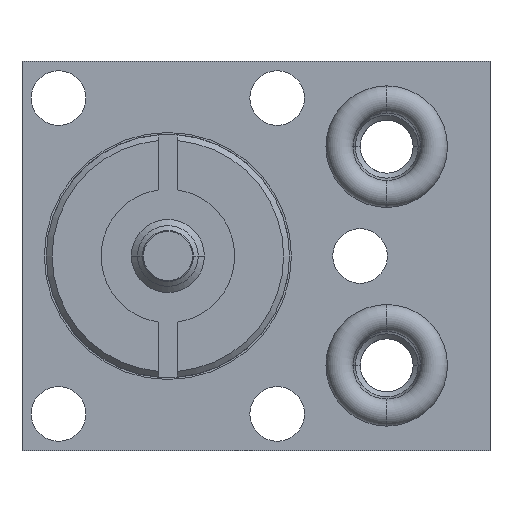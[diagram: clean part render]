
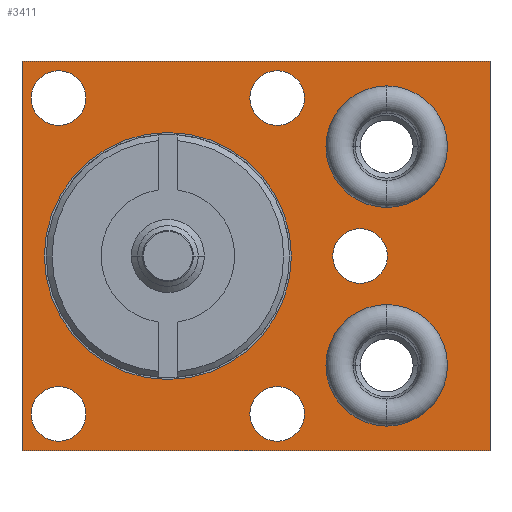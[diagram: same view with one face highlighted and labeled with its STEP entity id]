
A CAD part, left-side view. The second image highlights one B-rep face of the part: STEP entity #3411.
In plain terms, the highlighted planar face has unit normal (-1, 0, 0).
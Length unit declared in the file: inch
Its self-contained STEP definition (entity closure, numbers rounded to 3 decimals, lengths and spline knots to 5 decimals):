
#801=DIRECTION('',(0.,-1.,0.));
#802=VECTOR('',#801,2.406);
#803=CARTESIAN_POINT('',(-1.25,0.75,1.));
#804=LINE('',#803,#802);
#808=DIRECTION('',(0.,0.,-1.));
#809=VECTOR('',#808,2.);
#810=CARTESIAN_POINT('',(-1.25,-1.656,1.));
#811=LINE('',#810,#809);
#815=DIRECTION('',(0.,1.,0.));
#816=VECTOR('',#815,2.406);
#817=CARTESIAN_POINT('',(-1.25,-1.656,-1.));
#818=LINE('',#817,#816);
#822=DIRECTION('',(0.,0.,1.));
#823=VECTOR('',#822,2.);
#824=CARTESIAN_POINT('',(-1.25,0.75,-1.));
#825=LINE('',#824,#823);
#829=CARTESIAN_POINT('',(-1.25,0.562,0.812));
#830=DIRECTION('',(-1.,0.,0.));
#831=DIRECTION('',(0.,-1.,0.));
#832=AXIS2_PLACEMENT_3D('',#829,#830,#831);
#837=CARTESIAN_POINT('',(-1.25,0.562,0.812));
#838=DIRECTION('',(-1.,0.,0.));
#839=DIRECTION('',(0.,1.,0.));
#840=AXIS2_PLACEMENT_3D('',#837,#838,#839);
#845=CARTESIAN_POINT('',(-1.25,0.562,-0.812));
#846=DIRECTION('',(-1.,0.,0.));
#847=DIRECTION('',(0.,-1.,0.));
#848=AXIS2_PLACEMENT_3D('',#845,#846,#847);
#853=CARTESIAN_POINT('',(-1.25,0.562,-0.812));
#854=DIRECTION('',(-1.,0.,0.));
#855=DIRECTION('',(0.,1.,0.));
#856=AXIS2_PLACEMENT_3D('',#853,#854,#855);
#861=CARTESIAN_POINT('',(-1.25,-0.562,0.812));
#862=DIRECTION('',(-1.,0.,0.));
#863=DIRECTION('',(0.,-1.,0.));
#864=AXIS2_PLACEMENT_3D('',#861,#862,#863);
#869=CARTESIAN_POINT('',(-1.25,-0.562,0.812));
#870=DIRECTION('',(-1.,0.,0.));
#871=DIRECTION('',(0.,1.,0.));
#872=AXIS2_PLACEMENT_3D('',#869,#870,#871);
#877=CARTESIAN_POINT('',(-1.25,-0.562,-0.812));
#878=DIRECTION('',(-1.,0.,0.));
#879=DIRECTION('',(0.,-1.,0.));
#880=AXIS2_PLACEMENT_3D('',#877,#878,#879);
#885=CARTESIAN_POINT('',(-1.25,-0.562,-0.812));
#886=DIRECTION('',(-1.,0.,0.));
#887=DIRECTION('',(0.,1.,0.));
#888=AXIS2_PLACEMENT_3D('',#885,#886,#887);
#893=CARTESIAN_POINT('',(-1.25,-0.988,0.));
#894=DIRECTION('',(-1.,0.,0.));
#895=DIRECTION('',(0.,-1.,0.));
#896=AXIS2_PLACEMENT_3D('',#893,#894,#895);
#901=CARTESIAN_POINT('',(-1.25,-0.988,0.));
#902=DIRECTION('',(-1.,0.,0.));
#903=DIRECTION('',(0.,1.,0.));
#904=AXIS2_PLACEMENT_3D('',#901,#902,#903);
#909=CARTESIAN_POINT('',(-1.25,-1.125,0.562));
#910=DIRECTION('',(1.,0.,0.));
#911=DIRECTION('',(0.,1.,0.));
#912=AXIS2_PLACEMENT_3D('',#909,#910,#911);
#917=CARTESIAN_POINT('',(-1.25,-1.125,0.562));
#918=DIRECTION('',(1.,0.,0.));
#919=DIRECTION('',(0.,-1.,0.));
#920=AXIS2_PLACEMENT_3D('',#917,#918,#919);
#925=CARTESIAN_POINT('',(-1.25,-1.125,-0.562));
#926=DIRECTION('',(1.,0.,0.));
#927=DIRECTION('',(0.,1.,0.));
#928=AXIS2_PLACEMENT_3D('',#925,#926,#927);
#933=CARTESIAN_POINT('',(-1.25,-1.125,-0.562));
#934=DIRECTION('',(1.,0.,0.));
#935=DIRECTION('',(0.,-1.,0.));
#936=AXIS2_PLACEMENT_3D('',#933,#934,#935);
#941=CARTESIAN_POINT('',(-1.25,0.,0.));
#942=DIRECTION('',(1.,0.,0.));
#943=DIRECTION('',(0.,1.,0.));
#944=AXIS2_PLACEMENT_3D('',#941,#942,#943);
#949=CARTESIAN_POINT('',(-1.25,0.,0.));
#950=DIRECTION('',(1.,0.,0.));
#951=DIRECTION('',(0.,-1.,0.));
#952=AXIS2_PLACEMENT_3D('',#949,#950,#951);
#2402=CARTESIAN_POINT('',(-1.25,0.75,1.));
#2403=CARTESIAN_POINT('',(-1.25,-1.656,1.));
#2404=VERTEX_POINT('',#2402);
#2405=VERTEX_POINT('',#2403);
#2406=CARTESIAN_POINT('',(-1.25,-1.656,-1.));
#2407=VERTEX_POINT('',#2406);
#2408=CARTESIAN_POINT('',(-1.25,0.75,-1.));
#2409=VERTEX_POINT('',#2408);
#2430=CARTESIAN_POINT('',(-1.25,0.4215,0.812));
#2431=CARTESIAN_POINT('',(-1.25,0.7025,0.812));
#2432=VERTEX_POINT('',#2430);
#2433=VERTEX_POINT('',#2431);
#2442=CARTESIAN_POINT('',(-1.25,-0.8125,0.562));
#2443=CARTESIAN_POINT('',(-1.25,-1.4375,0.562));
#2444=VERTEX_POINT('',#2442);
#2445=VERTEX_POINT('',#2443);
#2462=CARTESIAN_POINT('',(-1.25,-0.8125,-0.562));
#2463=CARTESIAN_POINT('',(-1.25,-1.4375,-0.562));
#2464=VERTEX_POINT('',#2462);
#2465=VERTEX_POINT('',#2463);
#2588=CARTESIAN_POINT('',(-1.25,0.4215,-0.812));
#2589=CARTESIAN_POINT('',(-1.25,0.7025,-0.812));
#2590=VERTEX_POINT('',#2588);
#2591=VERTEX_POINT('',#2589);
#2596=CARTESIAN_POINT('',(-1.25,-0.7025,0.812));
#2597=CARTESIAN_POINT('',(-1.25,-0.4215,0.812));
#2598=VERTEX_POINT('',#2596);
#2599=VERTEX_POINT('',#2597);
#2604=CARTESIAN_POINT('',(-1.25,-0.7025,-0.812));
#2605=CARTESIAN_POINT('',(-1.25,-0.4215,-0.812));
#2606=VERTEX_POINT('',#2604);
#2607=VERTEX_POINT('',#2605);
#2612=CARTESIAN_POINT('',(-1.25,-1.1285,0.));
#2613=CARTESIAN_POINT('',(-1.25,-0.8475,0.));
#2614=VERTEX_POINT('',#2612);
#2615=VERTEX_POINT('',#2613);
#2640=CARTESIAN_POINT('',(-1.25,0.635,0.));
#2641=CARTESIAN_POINT('',(-1.25,-0.635,0.));
#2642=VERTEX_POINT('',#2640);
#2643=VERTEX_POINT('',#2641);
#3350=CARTESIAN_POINT('',(-1.25,0.,0.));
#3351=DIRECTION('',(1.,0.,0.));
#3352=DIRECTION('',(0.,0.,-1.));
#3353=AXIS2_PLACEMENT_3D('',#3350,#3351,#3352);
#3354=PLANE('',#3353);
#3355=ORIENTED_EDGE('',*,*,#3343,.T.);
#3356=ORIENTED_EDGE('',*,*,#2787,.T.);
#3358=ORIENTED_EDGE('',*,*,#3357,.T.);
#3360=ORIENTED_EDGE('',*,*,#3359,.T.);
#3361=EDGE_LOOP('',(#3355,#3356,#3358,#3360));
#3362=FACE_OUTER_BOUND('',#3361,.F.);
#3364=ORIENTED_EDGE('',*,*,#3363,.T.);
#3366=ORIENTED_EDGE('',*,*,#3365,.T.);
#3367=EDGE_LOOP('',(#3364,#3366));
#3368=FACE_BOUND('',#3367,.F.);
#3370=ORIENTED_EDGE('',*,*,#3369,.T.);
#3372=ORIENTED_EDGE('',*,*,#3371,.T.);
#3373=EDGE_LOOP('',(#3370,#3372));
#3374=FACE_BOUND('',#3373,.F.);
#3376=ORIENTED_EDGE('',*,*,#3375,.T.);
#3378=ORIENTED_EDGE('',*,*,#3377,.T.);
#3379=EDGE_LOOP('',(#3376,#3378));
#3380=FACE_BOUND('',#3379,.F.);
#3382=ORIENTED_EDGE('',*,*,#3381,.T.);
#3384=ORIENTED_EDGE('',*,*,#3383,.T.);
#3385=EDGE_LOOP('',(#3382,#3384));
#3386=FACE_BOUND('',#3385,.F.);
#3388=ORIENTED_EDGE('',*,*,#3387,.T.);
#3390=ORIENTED_EDGE('',*,*,#3389,.T.);
#3391=EDGE_LOOP('',(#3388,#3390));
#3392=FACE_BOUND('',#3391,.F.);
#3394=ORIENTED_EDGE('',*,*,#3393,.F.);
#3396=ORIENTED_EDGE('',*,*,#3395,.F.);
#3397=EDGE_LOOP('',(#3394,#3396));
#3398=FACE_BOUND('',#3397,.F.);
#3400=ORIENTED_EDGE('',*,*,#3399,.F.);
#3402=ORIENTED_EDGE('',*,*,#3401,.F.);
#3403=EDGE_LOOP('',(#3400,#3402));
#3404=FACE_BOUND('',#3403,.F.);
#3406=ORIENTED_EDGE('',*,*,#3405,.F.);
#3408=ORIENTED_EDGE('',*,*,#3407,.F.);
#3409=EDGE_LOOP('',(#3406,#3408));
#3410=FACE_BOUND('',#3409,.F.);
#833=CIRCLE('',#832,0.1405);
#841=CIRCLE('',#840,0.1405);
#849=CIRCLE('',#848,0.1405);
#857=CIRCLE('',#856,0.1405);
#865=CIRCLE('',#864,0.1405);
#873=CIRCLE('',#872,0.1405);
#881=CIRCLE('',#880,0.1405);
#889=CIRCLE('',#888,0.1405);
#897=CIRCLE('',#896,0.1405);
#905=CIRCLE('',#904,0.1405);
#913=CIRCLE('',#912,0.3125);
#921=CIRCLE('',#920,0.3125);
#929=CIRCLE('',#928,0.3125);
#937=CIRCLE('',#936,0.3125);
#945=CIRCLE('',#944,0.635);
#953=CIRCLE('',#952,0.635);
#2787=EDGE_CURVE('',#2405,#2407,#811,.T.);
#3343=EDGE_CURVE('',#2404,#2405,#804,.T.);
#3357=EDGE_CURVE('',#2407,#2409,#818,.T.);
#3359=EDGE_CURVE('',#2409,#2404,#825,.T.);
#3363=EDGE_CURVE('',#2432,#2433,#833,.T.);
#3365=EDGE_CURVE('',#2433,#2432,#841,.T.);
#3369=EDGE_CURVE('',#2590,#2591,#849,.T.);
#3371=EDGE_CURVE('',#2591,#2590,#857,.T.);
#3375=EDGE_CURVE('',#2598,#2599,#865,.T.);
#3377=EDGE_CURVE('',#2599,#2598,#873,.T.);
#3381=EDGE_CURVE('',#2606,#2607,#881,.T.);
#3383=EDGE_CURVE('',#2607,#2606,#889,.T.);
#3387=EDGE_CURVE('',#2614,#2615,#897,.T.);
#3389=EDGE_CURVE('',#2615,#2614,#905,.T.);
#3393=EDGE_CURVE('',#2444,#2445,#913,.T.);
#3395=EDGE_CURVE('',#2445,#2444,#921,.T.);
#3399=EDGE_CURVE('',#2464,#2465,#929,.T.);
#3401=EDGE_CURVE('',#2465,#2464,#937,.T.);
#3405=EDGE_CURVE('',#2642,#2643,#945,.T.);
#3407=EDGE_CURVE('',#2643,#2642,#953,.T.);
#3411=ADVANCED_FACE('',(#3362,#3368,#3374,#3380,#3386,#3392,#3398,#3404,#3410),
#3354,.F.);
